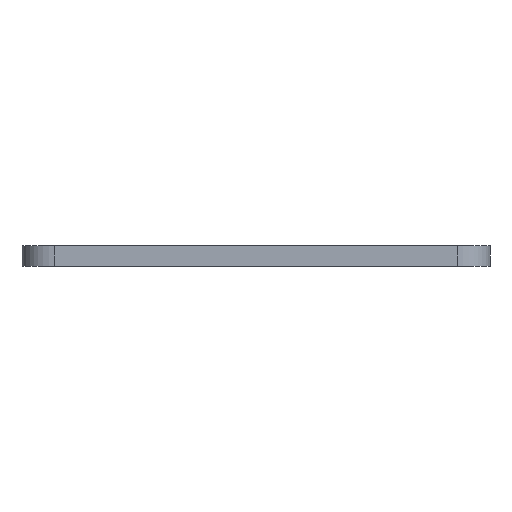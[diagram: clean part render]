
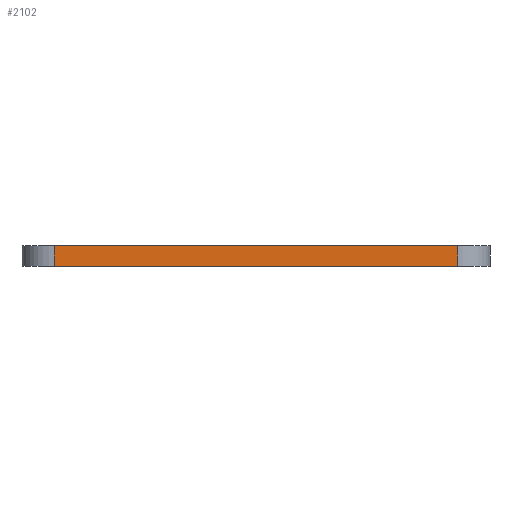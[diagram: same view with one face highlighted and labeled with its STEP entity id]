
A CAD part, left-side view. The second image highlights one B-rep face of the part: STEP entity #2102.
In plain terms, the highlighted planar face has unit normal (-1, 0, 0).
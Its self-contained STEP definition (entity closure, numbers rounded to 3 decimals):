
#84 = PLANE('',#85);
#85 = AXIS2_PLACEMENT_3D('',#86,#87,#88);
#86 = CARTESIAN_POINT('',(148.501,-105.004,1.6));
#87 = DIRECTION('',(0.,0.,1.));
#88 = DIRECTION('',(1.,0.,-0.));
#139 = PLANE('',#140);
#140 = AXIS2_PLACEMENT_3D('',#141,#142,#143);
#141 = CARTESIAN_POINT('',(148.501,-105.004,0.));
#142 = DIRECTION('',(0.,0.,1.));
#143 = DIRECTION('',(1.,0.,-0.));
#477 = VERTEX_POINT('',#478);
#478 = CARTESIAN_POINT('',(119.926,-89.129,0.));
#493 = CYLINDRICAL_SURFACE('',#494,2.54);
#494 = AXIS2_PLACEMENT_3D('',#495,#496,#497);
#495 = CARTESIAN_POINT('',(122.466,-89.129,0.));
#496 = DIRECTION('',(-0.,-0.,-1.));
#497 = DIRECTION('',(1.,0.,-0.));
#505 = EDGE_CURVE('',#477,#506,#508,.T.);
#506 = VERTEX_POINT('',#507);
#507 = CARTESIAN_POINT('',(119.926,-120.879,0.));
#508 = SURFACE_CURVE('',#509,(#513,#520),.PCURVE_S1.);
#509 = LINE('',#510,#511);
#510 = CARTESIAN_POINT('',(119.926,-89.129,0.));
#511 = VECTOR('',#512,1.);
#512 = DIRECTION('',(0.,-1.,0.));
#513 = PCURVE('',#139,#514);
#514 = DEFINITIONAL_REPRESENTATION('',(#515),#519);
#515 = LINE('',#516,#517);
#516 = CARTESIAN_POINT('',(-28.575,15.875));
#517 = VECTOR('',#518,1.);
#518 = DIRECTION('',(0.,-1.));
#519 = ( GEOMETRIC_REPRESENTATION_CONTEXT(2) 
PARAMETRIC_REPRESENTATION_CONTEXT() REPRESENTATION_CONTEXT('2D SPACE',''
  ) );
#520 = PCURVE('',#521,#526);
#521 = PLANE('',#522);
#522 = AXIS2_PLACEMENT_3D('',#523,#524,#525);
#523 = CARTESIAN_POINT('',(119.926,-89.129,0.));
#524 = DIRECTION('',(1.,0.,-0.));
#525 = DIRECTION('',(0.,-1.,0.));
#526 = DEFINITIONAL_REPRESENTATION('',(#527),#531);
#527 = LINE('',#528,#529);
#528 = CARTESIAN_POINT('',(0.,0.));
#529 = VECTOR('',#530,1.);
#530 = DIRECTION('',(1.,0.));
#531 = ( GEOMETRIC_REPRESENTATION_CONTEXT(2) 
PARAMETRIC_REPRESENTATION_CONTEXT() REPRESENTATION_CONTEXT('2D SPACE',''
  ) );
#550 = CYLINDRICAL_SURFACE('',#551,2.54);
#551 = AXIS2_PLACEMENT_3D('',#552,#553,#554);
#552 = CARTESIAN_POINT('',(122.466,-120.879,0.));
#553 = DIRECTION('',(-0.,-0.,-1.));
#554 = DIRECTION('',(1.,0.,-0.));
#1281 = VERTEX_POINT('',#1282);
#1282 = CARTESIAN_POINT('',(119.926,-89.129,1.6));
#1304 = EDGE_CURVE('',#1281,#1305,#1307,.T.);
#1305 = VERTEX_POINT('',#1306);
#1306 = CARTESIAN_POINT('',(119.926,-120.879,1.6));
#1307 = SURFACE_CURVE('',#1308,(#1312,#1319),.PCURVE_S1.);
#1308 = LINE('',#1309,#1310);
#1309 = CARTESIAN_POINT('',(119.926,-89.129,1.6));
#1310 = VECTOR('',#1311,1.);
#1311 = DIRECTION('',(0.,-1.,0.));
#1312 = PCURVE('',#84,#1313);
#1313 = DEFINITIONAL_REPRESENTATION('',(#1314),#1318);
#1314 = LINE('',#1315,#1316);
#1315 = CARTESIAN_POINT('',(-28.575,15.875));
#1316 = VECTOR('',#1317,1.);
#1317 = DIRECTION('',(0.,-1.));
#1318 = ( GEOMETRIC_REPRESENTATION_CONTEXT(2) 
PARAMETRIC_REPRESENTATION_CONTEXT() REPRESENTATION_CONTEXT('2D SPACE',''
  ) );
#1319 = PCURVE('',#521,#1320);
#1320 = DEFINITIONAL_REPRESENTATION('',(#1321),#1325);
#1321 = LINE('',#1322,#1323);
#1322 = CARTESIAN_POINT('',(0.,-1.6));
#1323 = VECTOR('',#1324,1.);
#1324 = DIRECTION('',(1.,0.));
#1325 = ( GEOMETRIC_REPRESENTATION_CONTEXT(2) 
PARAMETRIC_REPRESENTATION_CONTEXT() REPRESENTATION_CONTEXT('2D SPACE',''
  ) );
#2052 = EDGE_CURVE('',#506,#1305,#2053,.T.);
#2053 = SURFACE_CURVE('',#2054,(#2058,#2065),.PCURVE_S1.);
#2054 = LINE('',#2055,#2056);
#2055 = CARTESIAN_POINT('',(119.926,-120.879,0.));
#2056 = VECTOR('',#2057,1.);
#2057 = DIRECTION('',(0.,0.,1.));
#2058 = PCURVE('',#550,#2059);
#2059 = DEFINITIONAL_REPRESENTATION('',(#2060),#2064);
#2060 = LINE('',#2061,#2062);
#2061 = CARTESIAN_POINT('',(-3.141,0.));
#2062 = VECTOR('',#2063,1.);
#2063 = DIRECTION('',(-0.,-1.));
#2064 = ( GEOMETRIC_REPRESENTATION_CONTEXT(2) 
PARAMETRIC_REPRESENTATION_CONTEXT() REPRESENTATION_CONTEXT('2D SPACE',''
  ) );
#2065 = PCURVE('',#521,#2066);
#2066 = DEFINITIONAL_REPRESENTATION('',(#2067),#2071);
#2067 = LINE('',#2068,#2069);
#2068 = CARTESIAN_POINT('',(31.75,0.));
#2069 = VECTOR('',#2070,1.);
#2070 = DIRECTION('',(0.,-1.));
#2071 = ( GEOMETRIC_REPRESENTATION_CONTEXT(2) 
PARAMETRIC_REPRESENTATION_CONTEXT() REPRESENTATION_CONTEXT('2D SPACE',''
  ) );
#2102 = ADVANCED_FACE('',(#2103),#521,.F.);
#2103 = FACE_BOUND('',#2104,.F.);
#2104 = EDGE_LOOP('',(#2105,#2126,#2127,#2128));
#2105 = ORIENTED_EDGE('',*,*,#2106,.T.);
#2106 = EDGE_CURVE('',#477,#1281,#2107,.T.);
#2107 = SURFACE_CURVE('',#2108,(#2112,#2119),.PCURVE_S1.);
#2108 = LINE('',#2109,#2110);
#2109 = CARTESIAN_POINT('',(119.926,-89.129,0.));
#2110 = VECTOR('',#2111,1.);
#2111 = DIRECTION('',(0.,0.,1.));
#2112 = PCURVE('',#521,#2113);
#2113 = DEFINITIONAL_REPRESENTATION('',(#2114),#2118);
#2114 = LINE('',#2115,#2116);
#2115 = CARTESIAN_POINT('',(0.,0.));
#2116 = VECTOR('',#2117,1.);
#2117 = DIRECTION('',(0.,-1.));
#2118 = ( GEOMETRIC_REPRESENTATION_CONTEXT(2) 
PARAMETRIC_REPRESENTATION_CONTEXT() REPRESENTATION_CONTEXT('2D SPACE',''
  ) );
#2119 = PCURVE('',#493,#2120);
#2120 = DEFINITIONAL_REPRESENTATION('',(#2121),#2125);
#2121 = LINE('',#2122,#2123);
#2122 = CARTESIAN_POINT('',(-3.141,0.));
#2123 = VECTOR('',#2124,1.);
#2124 = DIRECTION('',(-0.,-1.));
#2125 = ( GEOMETRIC_REPRESENTATION_CONTEXT(2) 
PARAMETRIC_REPRESENTATION_CONTEXT() REPRESENTATION_CONTEXT('2D SPACE',''
  ) );
#2126 = ORIENTED_EDGE('',*,*,#1304,.T.);
#2127 = ORIENTED_EDGE('',*,*,#2052,.F.);
#2128 = ORIENTED_EDGE('',*,*,#505,.F.);
